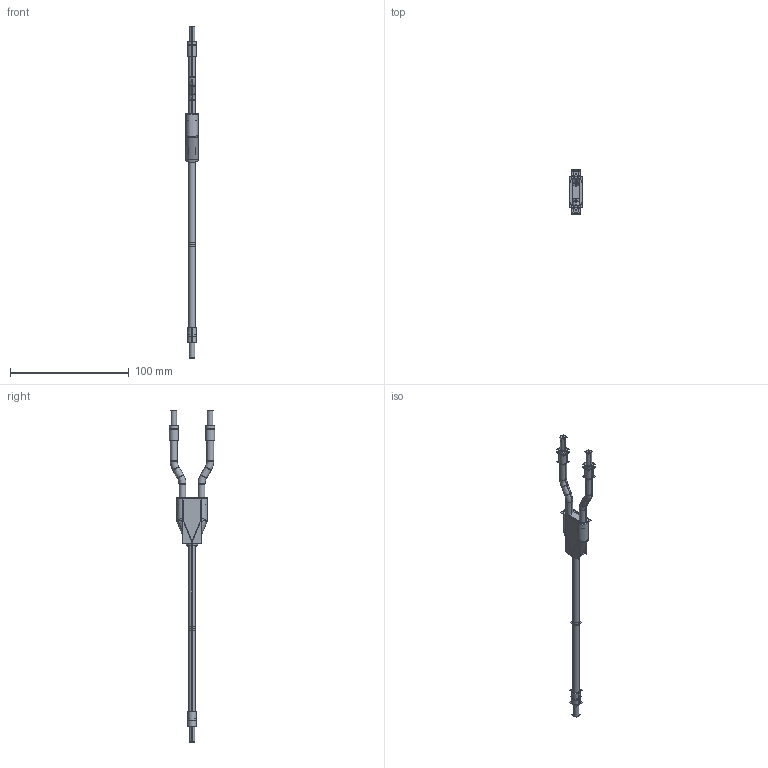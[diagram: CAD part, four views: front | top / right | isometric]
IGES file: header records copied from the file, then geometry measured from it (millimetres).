
Start section:  PTC IGES file: 193324.igs
Global section: file name: 193324.igs; native system: Creo Parametric by Parametric Technology Corporation; preprocessor: 2013230; author: pdmadmin; organization: Unknown; date: 20160212.113823; units: millimetre
Bounding box: 10.57 x 38.3 x 279.2 mm (x, y, z)
Volume: 12853.4 mm3; surface area: 48556.9 mm2
Topology: 9 solids, 9 shells, 228 faces, 1064 edges, 1356 vertices
Faces by surface type: revolution 156, bspline 72
